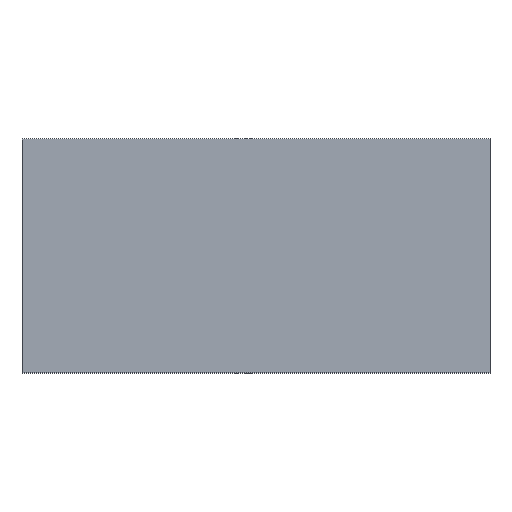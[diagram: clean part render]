
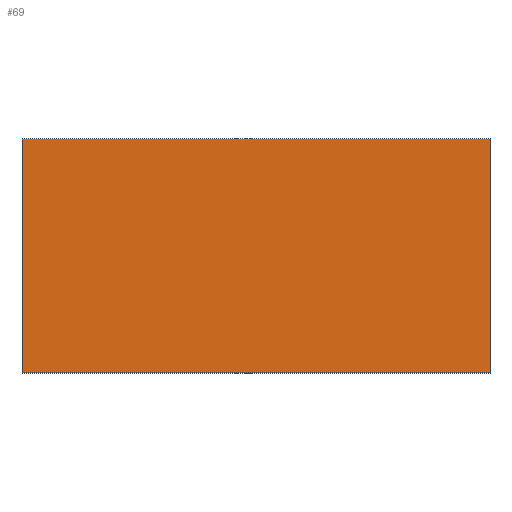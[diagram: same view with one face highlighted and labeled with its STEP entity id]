
A CAD part, top view. The second image highlights one B-rep face of the part: STEP entity #69.
In plain terms, the highlighted planar face has unit normal (0, 0, 1).
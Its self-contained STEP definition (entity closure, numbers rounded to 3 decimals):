
#10 = LINE ( 'NONE', #73, #17 ) ;
#11 = FACE_OUTER_BOUND ( 'NONE', #26, .T. ) ;
#12 = VERTEX_POINT ( 'NONE', #122 ) ;
#17 = VECTOR ( 'NONE', #30, 1000. ) ;
#23 = VERTEX_POINT ( 'NONE', #167 ) ;
#25 = VERTEX_POINT ( 'NONE', #34 ) ;
#26 = EDGE_LOOP ( 'NONE', ( #95, #187, #52, #150 ) ) ;
#30 = DIRECTION ( 'NONE',  ( 1., 0., 0. ) ) ;
#31 = EDGE_CURVE ( 'NONE', #59, #12, #175, .T. ) ;
#33 = DIRECTION ( 'NONE',  ( 0., -1., 0. ) ) ;
#34 = CARTESIAN_POINT ( 'NONE',  ( 1500., 750., 3. ) ) ;
#39 = EDGE_CURVE ( 'NONE', #23, #25, #84, .T. ) ;
#47 = PLANE ( 'NONE',  #184 ) ;
#52 = ORIENTED_EDGE ( 'NONE', *, *, #31, .T. ) ;
#59 = VERTEX_POINT ( 'NONE', #76 ) ;
#69 = ADVANCED_FACE ( 'NONE', ( #11 ), #47, .T. ) ;
#73 = CARTESIAN_POINT ( 'NONE',  ( -1500., -750., 3. ) ) ;
#74 = VECTOR ( 'NONE', #33, 1000. ) ;
#76 = CARTESIAN_POINT ( 'NONE',  ( -1500., 750., 3. ) ) ;
#84 = LINE ( 'NONE', #88, #130 ) ;
#88 = CARTESIAN_POINT ( 'NONE',  ( 1500., -750., 3. ) ) ;
#95 = ORIENTED_EDGE ( 'NONE', *, *, #39, .T. ) ;
#97 = VECTOR ( 'NONE', #174, 1000. ) ;
#108 = DIRECTION ( 'NONE',  ( 0., 1., 0. ) ) ;
#109 = CARTESIAN_POINT ( 'NONE',  ( -1500., 750., 3. ) ) ;
#116 = EDGE_CURVE ( 'NONE', #25, #59, #170, .T. ) ;
#120 = CARTESIAN_POINT ( 'NONE',  ( 1500., 750., 3. ) ) ;
#122 = CARTESIAN_POINT ( 'NONE',  ( -1500., -750., 3. ) ) ;
#130 = VECTOR ( 'NONE', #108, 1000. ) ;
#133 = EDGE_CURVE ( 'NONE', #12, #23, #10, .T. ) ;
#150 = ORIENTED_EDGE ( 'NONE', *, *, #133, .T. ) ;
#158 = DIRECTION ( 'NONE',  ( 0., 0., 1. ) ) ;
#167 = CARTESIAN_POINT ( 'NONE',  ( 1500., -750., 3. ) ) ;
#170 = LINE ( 'NONE', #120, #97 ) ;
#174 = DIRECTION ( 'NONE',  ( -1., 0., 0. ) ) ;
#175 = LINE ( 'NONE', #109, #74 ) ;
#177 = CARTESIAN_POINT ( 'NONE',  ( -1500., -750., 3. ) ) ;
#184 = AXIS2_PLACEMENT_3D ( 'NONE', #177, #158, #191 ) ;
#187 = ORIENTED_EDGE ( 'NONE', *, *, #116, .T. ) ;
#191 = DIRECTION ( 'NONE',  ( 1., 0., 0. ) ) ;
